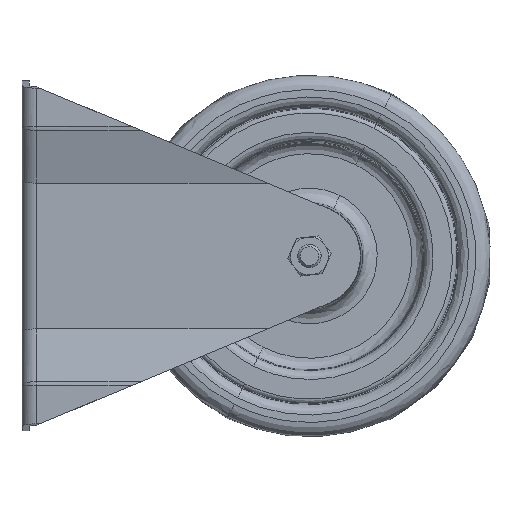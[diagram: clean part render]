
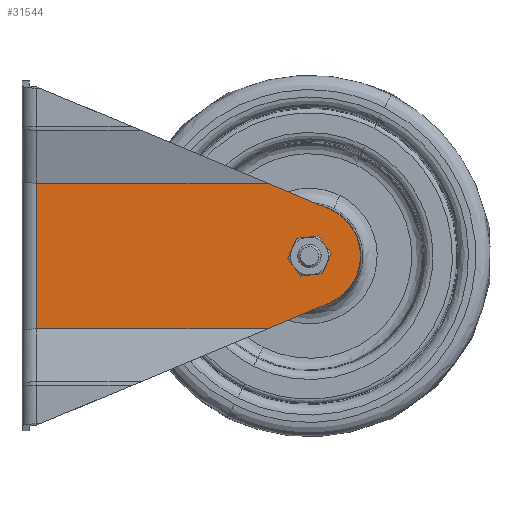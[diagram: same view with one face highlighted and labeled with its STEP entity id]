
A CAD part, left-side view. The second image highlights one B-rep face of the part: STEP entity #31544.
In plain terms, the highlighted face is planar.
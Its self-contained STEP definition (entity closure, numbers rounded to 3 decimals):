
#281 = LINE ( 'NONE', #17717, #26531 ) ;
#557 = ORIENTED_EDGE ( 'NONE', *, *, #24173, .F. ) ;
#606 = CARTESIAN_POINT ( 'NONE',  ( -25., -21., 84.034 ) ) ;
#1050 = ORIENTED_EDGE ( 'NONE', *, *, #21626, .T. ) ;
#1594 = ORIENTED_EDGE ( 'NONE', *, *, #32734, .T. ) ;
#1746 = CARTESIAN_POINT ( 'NONE',  ( 25., -21., 5. ) ) ;
#1986 = VERTEX_POINT ( 'NONE', #32396 ) ;
#2906 = DIRECTION ( 'NONE',  ( -0.385, 0., 0.923 ) ) ;
#3256 = CARTESIAN_POINT ( 'NONE',  ( 0., -21., 130. ) ) ;
#3680 = DIRECTION ( 'NONE',  ( 0.385, 0., 0.923 ) ) ;
#4388 = DIRECTION ( 'NONE',  ( 1., 0., 0. ) ) ;
#5033 = CARTESIAN_POINT ( 'NONE',  ( 0., -21., 98.5 ) ) ;
#5108 = DIRECTION ( 'NONE',  ( 0., 0., -1. ) ) ;
#5325 = CARTESIAN_POINT ( 'NONE',  ( 25., -21., 130. ) ) ;
#5691 = LINE ( 'NONE', #6191, #12455 ) ;
#6191 = CARTESIAN_POINT ( 'NONE',  ( -4.954, -21., 132.068 ) ) ;
#6925 = ORIENTED_EDGE ( 'NONE', *, *, #27031, .F. ) ;
#7024 = VERTEX_POINT ( 'NONE', #18159 ) ;
#7639 = DIRECTION ( 'NONE',  ( 1., 0., 0. ) ) ;
#7914 = DIRECTION ( 'NONE',  ( 0., 0., -1. ) ) ;
#8112 = CARTESIAN_POINT ( 'NONE',  ( 0., -21., 98.5 ) ) ;
#8476 = DIRECTION ( 'NONE',  ( 0., -1., 0. ) ) ;
#9123 = CARTESIAN_POINT ( 'NONE',  ( 16.15, -21., 105.24 ) ) ;
#9173 = EDGE_LOOP ( 'NONE', ( #24622, #1594, #30802, #25940, #1050, #557 ) ) ;
#9334 = VECTOR ( 'NONE', #2906, 1000. ) ;
#10002 = VERTEX_POINT ( 'NONE', #10477 ) ;
#10477 = CARTESIAN_POINT ( 'NONE',  ( 0., -21., 94.25 ) ) ;
#10572 = CARTESIAN_POINT ( 'NONE',  ( 0., -21., 98.5 ) ) ;
#10695 = FACE_BOUND ( 'NONE', #22767, .T. ) ;
#10700 = DIRECTION ( 'NONE',  ( 1., 0., 0. ) ) ;
#11729 = AXIS2_PLACEMENT_3D ( 'NONE', #8112, #25710, #10700 ) ;
#11789 = CIRCLE ( 'NONE', #19158, 4.25 ) ;
#12455 = VECTOR ( 'NONE', #3680, 1000. ) ;
#13037 = DIRECTION ( 'NONE',  ( 1., 0., 0. ) ) ;
#13212 = CARTESIAN_POINT ( 'NONE',  ( 0., -21., 102.75 ) ) ;
#13352 = CIRCLE ( 'NONE', #24581, 4.25 ) ;
#14610 = VERTEX_POINT ( 'NONE', #9123 ) ;
#15677 = VERTEX_POINT ( 'NONE', #31327 ) ;
#16493 = AXIS2_PLACEMENT_3D ( 'NONE', #3256, #8476, #26055 ) ;
#17311 = FACE_OUTER_BOUND ( 'NONE', #9173, .T. ) ;
#17717 = CARTESIAN_POINT ( 'NONE',  ( -25., -21., 130. ) ) ;
#18119 = CARTESIAN_POINT ( 'NONE',  ( 4.954, -21., 132.068 ) ) ;
#18159 = CARTESIAN_POINT ( 'NONE',  ( 25., -21., 5. ) ) ;
#18167 = EDGE_CURVE ( 'NONE', #25314, #15677, #5691, .T. ) ;
#19054 = EDGE_CURVE ( 'NONE', #25314, #1986, #281, .T. ) ;
#19158 = AXIS2_PLACEMENT_3D ( 'NONE', #5033, #22726, #7639 ) ;
#19998 = CIRCLE ( 'NONE', #11729, 17.5 ) ;
#21626 = EDGE_CURVE ( 'NONE', #1986, #7024, #32262, .T. ) ;
#22087 = EDGE_CURVE ( 'NONE', #10002, #27491, #11789, .T. ) ;
#22726 = DIRECTION ( 'NONE',  ( 0., -1., 0. ) ) ;
#22767 = EDGE_LOOP ( 'NONE', ( #6925, #22879 ) ) ;
#22879 = ORIENTED_EDGE ( 'NONE', *, *, #22087, .F. ) ;
#23539 = PLANE ( 'NONE',  #16493 ) ;
#24173 = EDGE_CURVE ( 'NONE', #27644, #7024, #26135, .T. ) ;
#24581 = AXIS2_PLACEMENT_3D ( 'NONE', #10572, #28053, #13037 ) ;
#24622 = ORIENTED_EDGE ( 'NONE', *, *, #27946, .T. ) ;
#25314 = VERTEX_POINT ( 'NONE', #606 ) ;
#25710 = DIRECTION ( 'NONE',  ( 0., -1., 0. ) ) ;
#25797 = VECTOR ( 'NONE', #7914, 1000. ) ;
#25940 = ORIENTED_EDGE ( 'NONE', *, *, #19054, .T. ) ;
#26055 = DIRECTION ( 'NONE',  ( 1., 0., 0. ) ) ;
#26135 = LINE ( 'NONE', #5325, #25797 ) ;
#26318 = VECTOR ( 'NONE', #4388, 1000. ) ;
#26531 = VECTOR ( 'NONE', #5108, 1000. ) ;
#27031 = EDGE_CURVE ( 'NONE', #27491, #10002, #13352, .T. ) ;
#27491 = VERTEX_POINT ( 'NONE', #13212 ) ;
#27644 = VERTEX_POINT ( 'NONE', #31722 ) ;
#27946 = EDGE_CURVE ( 'NONE', #27644, #14610, #28534, .T. ) ;
#28053 = DIRECTION ( 'NONE',  ( 0., -1., 0. ) ) ;
#28534 = LINE ( 'NONE', #18119, #9334 ) ;
#30802 = ORIENTED_EDGE ( 'NONE', *, *, #18167, .F. ) ;
#31327 = CARTESIAN_POINT ( 'NONE',  ( -16.15, -21., 105.24 ) ) ;
#31544 = ADVANCED_FACE ( 'NONE', ( #10695, #17311 ), #23539, .T. ) ;
#31722 = CARTESIAN_POINT ( 'NONE',  ( 25., -21., 84.034 ) ) ;
#32262 = LINE ( 'NONE', #1746, #26318 ) ;
#32396 = CARTESIAN_POINT ( 'NONE',  ( -25., -21., 5. ) ) ;
#32734 = EDGE_CURVE ( 'NONE', #14610, #15677, #19998, .T. ) ;
